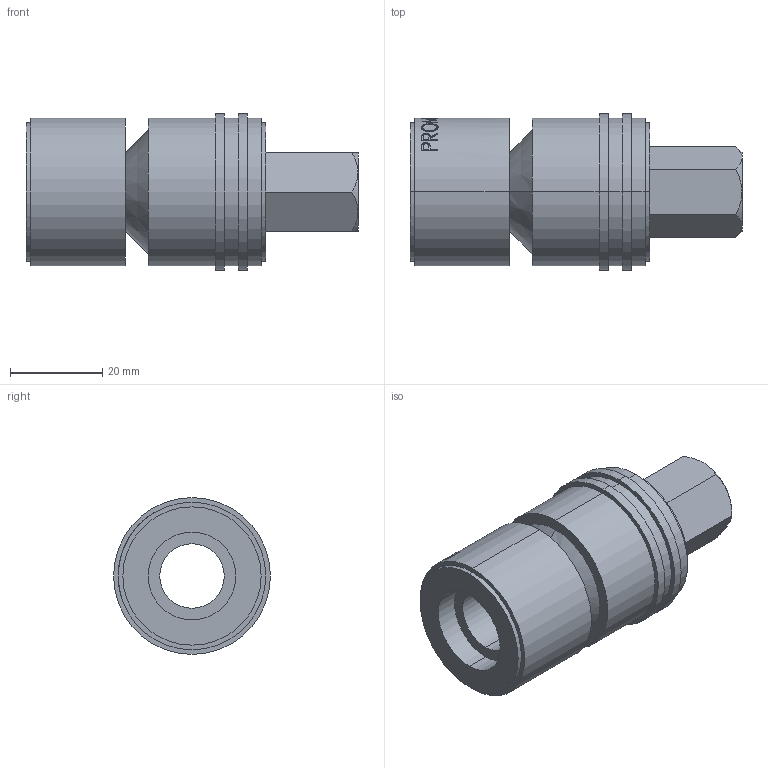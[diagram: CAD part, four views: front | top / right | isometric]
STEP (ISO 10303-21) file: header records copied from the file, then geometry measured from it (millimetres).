
FILE_DESCRIPTION (( 'STEP AP203' ), '1' );
FILE_NAME ('5d22.STEP', '2022-07-27T16:01:22', ( '' ), ( '' ), 'SwSTEP 2.0', 'SolidWorks 2019', '' );
FILE_SCHEMA (( 'CONFIG_CONTROL_DESIGN' ));
Length unit declared in the file: millimetre
Products named in the file (1): 5d22
Bounding box: 72 x 34 x 34 mm (x, y, z)
Volume: 33213.1 mm3; surface area: 12185.4 mm2
Topology: 1 solids, 1 shells, 129 faces, 318 edges, 210 vertices
Faces by surface type: plane 50, bspline 42, cylinder 29, cone 8
Entity records: 8675 total; most frequent: CARTESIAN_POINT 5860, ORIENTED_EDGE 636, DIRECTION 436, EDGE_CURVE 318, VERTEX_POINT 210, AXIS2_PLACEMENT_3D 178, EDGE_LOOP 150, B_SPLINE_CURVE_WITH_KNOTS 148
